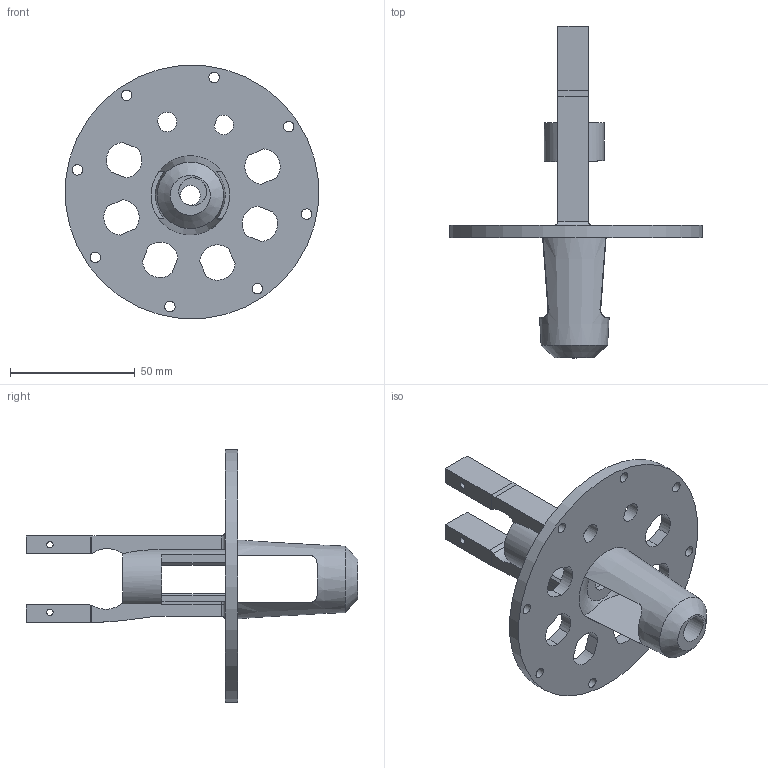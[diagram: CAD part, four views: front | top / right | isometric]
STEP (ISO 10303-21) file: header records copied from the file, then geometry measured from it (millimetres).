
FILE_DESCRIPTION(/* description */ (''),/* implementation_level */ '2;1');
FILE_NAME(/* name */ 'top_plateLBVH.step',/* time_stamp */ '2017-03-02T14:55:14-07:00',/* author */ (''),/* organization */ (''),/* preprocessor_version */ 'ST-DEVELOPER v16.5',/* originating_system */ 'Autodesk Translation Framework v5.2.0.2920',/* authorisation */ '');
FILE_SCHEMA (('AUTOMOTIVE_DESIGN { 1 0 10303 214 3 1 1 }'));
Length unit declared in the file: millimetre
Products named in the file (4): top_plate3_2 v1; top_plate; Component2; Component3
Assembly tree (3 placements, depth 3):
  top_plate3_2 v1
    top_plate
      Component2
      Component3
Bounding box: 101.21 x 132.81 x 101.21 mm (x, y, z)
Volume: 65013 mm3; surface area: 33425.7 mm2
Topology: 2 solids, 2 shells, 118 faces, 331 edges, 220 vertices
Faces by surface type: plane 58, cylinder 56, cone 3, torus 1
Full cylindrical faces by diameter (mm): 2.54 x2, 4.166 x8, 7.95 x1, 11.15 x1, 16.1 x1, 24.002 x1, 101.6 x1
Entity records: 3963 total; most frequent: CARTESIAN_POINT 785, DIRECTION 657, ORIENTED_EDGE 612, EDGE_CURVE 306, AXIS2_PLACEMENT_3D 242, VERTEX_POINT 214, EDGE_LOOP 182, LINE 173
